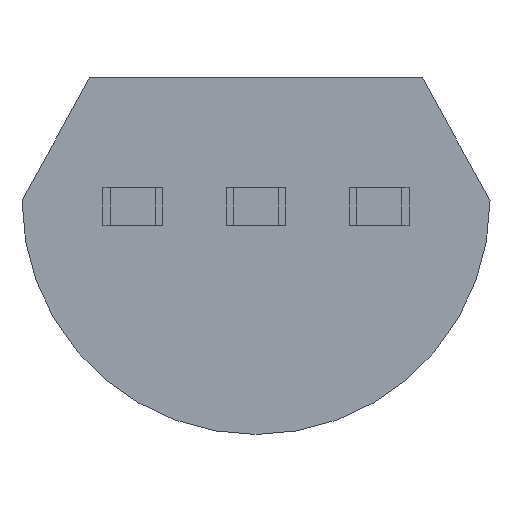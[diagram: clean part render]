
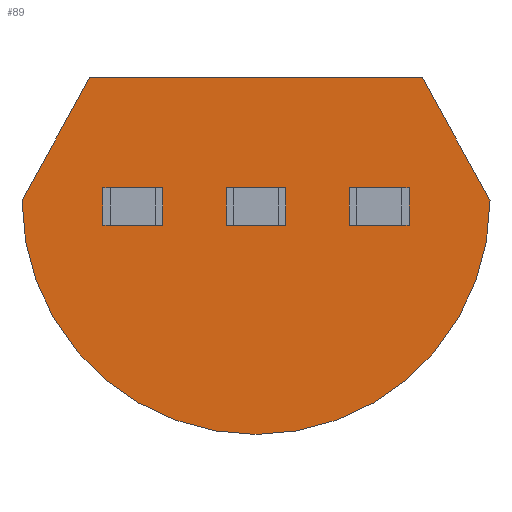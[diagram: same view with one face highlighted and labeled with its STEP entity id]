
A CAD part, front view. The second image highlights one B-rep face of the part: STEP entity #89.
In plain terms, the highlighted planar face has unit normal (0, -1, 0).
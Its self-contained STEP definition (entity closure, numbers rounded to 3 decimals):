
#20 = EDGE_CURVE ( 'NONE', #231, #169, #902, .T. ) ;
#47 = DIRECTION ( 'NONE',  ( 0., 1., 0. ) ) ;
#89 = ADVANCED_FACE ( 'NONE', ( #913 ), #1345, .F. ) ;
#97 = ORIENTED_EDGE ( 'NONE', *, *, #369, .T. ) ;
#104 = DIRECTION ( 'NONE',  ( 0., 1., 0. ) ) ;
#114 = VERTEX_POINT ( 'NONE', #286 ) ;
#169 = VERTEX_POINT ( 'NONE', #393 ) ;
#196 = VERTEX_POINT ( 'NONE', #252 ) ;
#224 = ORIENTED_EDGE ( 'NONE', *, *, #817, .F. ) ;
#231 = VERTEX_POINT ( 'NONE', #1183 ) ;
#252 = CARTESIAN_POINT ( 'NONE',  ( 0., 0., -1.84 ) ) ;
#286 = CARTESIAN_POINT ( 'NONE',  ( -1.715, 0., 1.84 ) ) ;
#346 = AXIS2_PLACEMENT_3D ( 'NONE', #1190, #104, #1269 ) ;
#369 = EDGE_CURVE ( 'NONE', #114, #701, #888, .T. ) ;
#393 = CARTESIAN_POINT ( 'NONE',  ( 2.413, 0., 0.573 ) ) ;
#424 = DIRECTION ( 'NONE',  ( 0., 1., 0. ) ) ;
#531 = LINE ( 'NONE', #1547, #1009 ) ;
#644 = CARTESIAN_POINT ( 'NONE',  ( 0., 0., 0.573 ) ) ;
#673 = EDGE_LOOP ( 'NONE', ( #97, #224, #1348, #1134, #1383 ) ) ;
#701 = VERTEX_POINT ( 'NONE', #1460 ) ;
#758 = CARTESIAN_POINT ( 'NONE',  ( 1.715, 0., 1.84 ) ) ;
#781 = AXIS2_PLACEMENT_3D ( 'NONE', #644, #47, #1118 ) ;
#800 = DIRECTION ( 'NONE',  ( 0., 0., -1. ) ) ;
#817 = EDGE_CURVE ( 'NONE', #196, #701, #1004, .T. ) ;
#842 = CARTESIAN_POINT ( 'NONE',  ( -1.715, 0., 1.84 ) ) ;
#859 = DIRECTION ( 'NONE',  ( 0.482, 0., -0.876 ) ) ;
#888 = LINE ( 'NONE', #842, #909 ) ;
#902 = LINE ( 'NONE', #758, #1414 ) ;
#909 = VECTOR ( 'NONE', #1102, 1000. ) ;
#913 = FACE_OUTER_BOUND ( 'NONE', #673, .T. ) ;
#976 = EDGE_CURVE ( 'NONE', #114, #231, #531, .T. ) ;
#991 = EDGE_CURVE ( 'NONE', #169, #196, #1024, .T. ) ;
#1004 = CIRCLE ( 'NONE', #1271, 2.413 ) ;
#1009 = VECTOR ( 'NONE', #1311, 1000. ) ;
#1024 = CIRCLE ( 'NONE', #346, 2.413 ) ;
#1102 = DIRECTION ( 'NONE',  ( -0.482, 0., -0.876 ) ) ;
#1118 = DIRECTION ( 'NONE',  ( 1., 0., 0. ) ) ;
#1134 = ORIENTED_EDGE ( 'NONE', *, *, #20, .F. ) ;
#1183 = CARTESIAN_POINT ( 'NONE',  ( 1.715, 0., 1.84 ) ) ;
#1190 = CARTESIAN_POINT ( 'NONE',  ( 0., 0., 0.573 ) ) ;
#1240 = CARTESIAN_POINT ( 'NONE',  ( 0., 0., 0.573 ) ) ;
#1269 = DIRECTION ( 'NONE',  ( 0., 0., -1. ) ) ;
#1271 = AXIS2_PLACEMENT_3D ( 'NONE', #1240, #424, #800 ) ;
#1311 = DIRECTION ( 'NONE',  ( 1., 0., 0. ) ) ;
#1345 = PLANE ( 'NONE',  #781 ) ;
#1348 = ORIENTED_EDGE ( 'NONE', *, *, #991, .F. ) ;
#1383 = ORIENTED_EDGE ( 'NONE', *, *, #976, .F. ) ;
#1414 = VECTOR ( 'NONE', #859, 1000. ) ;
#1460 = CARTESIAN_POINT ( 'NONE',  ( -2.413, 0., 0.573 ) ) ;
#1547 = CARTESIAN_POINT ( 'NONE',  ( 0., 0., 1.84 ) ) ;
